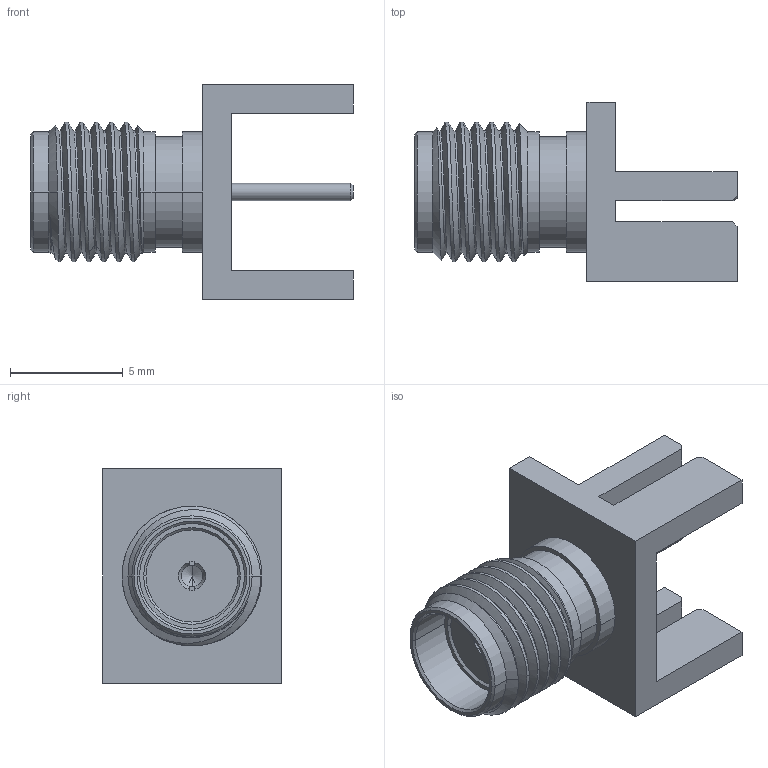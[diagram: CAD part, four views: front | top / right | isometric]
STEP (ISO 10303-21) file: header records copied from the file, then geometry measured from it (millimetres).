
FILE_DESCRIPTION((''),'2;1');
FILE_NAME('132432_SW0001','2019-12-12T',('karthik'),(''),'CREO PARAMETRIC BY PTC INC, 2018360','CREO PARAMETRIC BY PTC INC, 2018360','');
FILE_SCHEMA(('CONFIG_CONTROL_DESIGN'));
Length unit declared in the file: millimetre
Products named in the file (1): 132432_SW0001
Bounding box: 14.27 x 7.92 x 9.52 mm (x, y, z)
Volume: 298.1 mm3; surface area: 570.9 mm2
Topology: 1 solids, 1 shells, 84 faces, 214 edges, 137 vertices
Faces by surface type: plane 36, cylinder 26, cone 16, bspline 6
Entity records: 5464 total; most frequent: CARTESIAN_POINT 3449, ORIENTED_EDGE 424, DIRECTION 382, EDGE_CURVE 212, VERTEX_POINT 137, AXIS2_PLACEMENT_3D 130, VECTOR 122, LINE 122
